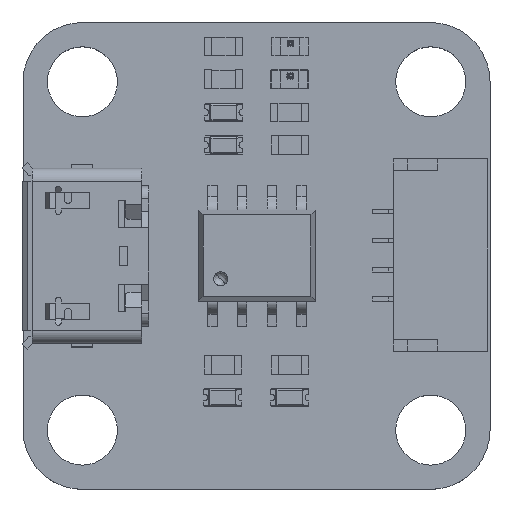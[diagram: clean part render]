
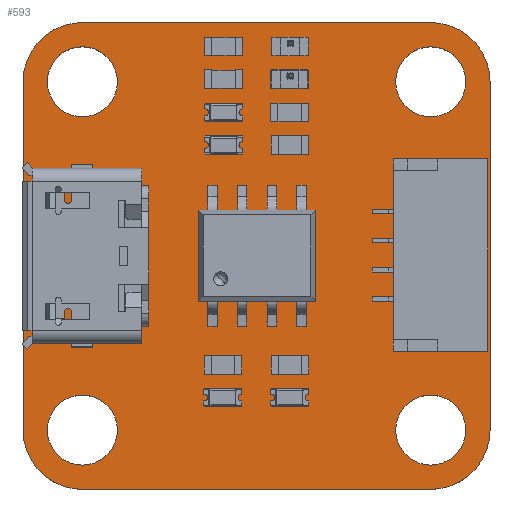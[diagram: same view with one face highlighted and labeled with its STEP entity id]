
A CAD part, top view. The second image highlights one B-rep face of the part: STEP entity #593.
In plain terms, the highlighted planar face has unit normal (0, 0, 1).
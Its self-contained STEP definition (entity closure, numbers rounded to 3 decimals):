
#112 = VERTEX_POINT('',#113);
#113 = CARTESIAN_POINT('',(27.94,25.4,1.692));
#119 = EDGE_CURVE('',#112,#120,#122,.T.);
#120 = VERTEX_POINT('',#121);
#121 = CARTESIAN_POINT('',(25.4,27.94,1.692));
#122 = CIRCLE('',#123,2.54);
#123 = AXIS2_PLACEMENT_3D('',#124,#125,#126);
#124 = CARTESIAN_POINT('',(27.94,27.94,1.692));
#125 = DIRECTION('',(0.,0.,-1.));
#126 = DIRECTION('',(0.,-1.,0.));
#152 = EDGE_CURVE('',#120,#153,#155,.T.);
#153 = VERTEX_POINT('',#154);
#154 = CARTESIAN_POINT('',(25.4,42.86,1.692));
#155 = LINE('',#156,#157);
#156 = CARTESIAN_POINT('',(25.4,27.94,1.692));
#157 = VECTOR('',#158,1.);
#158 = DIRECTION('',(0.,1.,0.));
#183 = EDGE_CURVE('',#153,#184,#186,.T.);
#184 = VERTEX_POINT('',#185);
#185 = CARTESIAN_POINT('',(27.94,45.4,1.692));
#186 = CIRCLE('',#187,2.54);
#187 = AXIS2_PLACEMENT_3D('',#188,#189,#190);
#188 = CARTESIAN_POINT('',(27.94,42.86,1.692));
#189 = DIRECTION('',(0.,0.,-1.));
#190 = DIRECTION('',(-1.,0.,0.));
#216 = EDGE_CURVE('',#184,#217,#219,.T.);
#217 = VERTEX_POINT('',#218);
#218 = CARTESIAN_POINT('',(42.86,45.4,1.692));
#219 = LINE('',#220,#221);
#220 = CARTESIAN_POINT('',(27.94,45.4,1.692));
#221 = VECTOR('',#222,1.);
#222 = DIRECTION('',(1.,0.,0.));
#247 = EDGE_CURVE('',#217,#248,#250,.T.);
#248 = VERTEX_POINT('',#249);
#249 = CARTESIAN_POINT('',(45.4,42.86,1.692));
#250 = CIRCLE('',#251,2.54);
#251 = AXIS2_PLACEMENT_3D('',#252,#253,#254);
#252 = CARTESIAN_POINT('',(42.86,42.86,1.692));
#253 = DIRECTION('',(0.,0.,-1.));
#254 = DIRECTION('',(0.,1.,0.));
#280 = EDGE_CURVE('',#248,#281,#283,.T.);
#281 = VERTEX_POINT('',#282);
#282 = CARTESIAN_POINT('',(45.4,27.94,1.692));
#283 = LINE('',#284,#285);
#284 = CARTESIAN_POINT('',(45.4,42.86,1.692));
#285 = VECTOR('',#286,1.);
#286 = DIRECTION('',(0.,-1.,0.));
#311 = EDGE_CURVE('',#281,#312,#314,.T.);
#312 = VERTEX_POINT('',#313);
#313 = CARTESIAN_POINT('',(42.86,25.4,1.692));
#314 = CIRCLE('',#315,2.54);
#315 = AXIS2_PLACEMENT_3D('',#316,#317,#318);
#316 = CARTESIAN_POINT('',(42.86,27.94,1.692));
#317 = DIRECTION('',(0.,0.,-1.));
#318 = DIRECTION('',(1.,0.,0.));
#344 = EDGE_CURVE('',#312,#112,#345,.T.);
#345 = LINE('',#346,#347);
#346 = CARTESIAN_POINT('',(42.86,25.4,1.692));
#347 = VECTOR('',#348,1.);
#348 = DIRECTION('',(-1.,0.,0.));
#368 = VERTEX_POINT('',#369);
#369 = CARTESIAN_POINT('',(29.44,27.94,1.692));
#375 = EDGE_CURVE('',#368,#368,#376,.T.);
#376 = CIRCLE('',#377,1.5);
#377 = AXIS2_PLACEMENT_3D('',#378,#379,#380);
#378 = CARTESIAN_POINT('',(27.94,27.94,1.692));
#379 = DIRECTION('',(0.,0.,1.));
#380 = DIRECTION('',(1.,0.,0.));
#401 = VERTEX_POINT('',#402);
#402 = CARTESIAN_POINT('',(29.44,42.86,1.692));
#408 = EDGE_CURVE('',#401,#401,#409,.T.);
#409 = CIRCLE('',#410,1.5);
#410 = AXIS2_PLACEMENT_3D('',#411,#412,#413);
#411 = CARTESIAN_POINT('',(27.94,42.86,1.692));
#412 = DIRECTION('',(0.,0.,1.));
#413 = DIRECTION('',(1.,0.,0.));
#434 = VERTEX_POINT('',#435);
#435 = CARTESIAN_POINT('',(29.995,33.4,1.692));
#441 = EDGE_CURVE('',#434,#434,#442,.T.);
#442 = CIRCLE('',#443,0.275);
#443 = AXIS2_PLACEMENT_3D('',#444,#445,#446);
#444 = CARTESIAN_POINT('',(29.72,33.4,1.692));
#445 = DIRECTION('',(0.,0.,1.));
#446 = DIRECTION('',(1.,0.,0.));
#467 = VERTEX_POINT('',#468);
#468 = CARTESIAN_POINT('',(44.36,27.94,1.692));
#474 = EDGE_CURVE('',#467,#467,#475,.T.);
#475 = CIRCLE('',#476,1.5);
#476 = AXIS2_PLACEMENT_3D('',#477,#478,#479);
#477 = CARTESIAN_POINT('',(42.86,27.94,1.692));
#478 = DIRECTION('',(0.,0.,1.));
#479 = DIRECTION('',(1.,0.,0.));
#500 = VERTEX_POINT('',#501);
#501 = CARTESIAN_POINT('',(29.995,37.4,1.692));
#507 = EDGE_CURVE('',#500,#500,#508,.T.);
#508 = CIRCLE('',#509,0.275);
#509 = AXIS2_PLACEMENT_3D('',#510,#511,#512);
#510 = CARTESIAN_POINT('',(29.72,37.4,1.692));
#511 = DIRECTION('',(0.,0.,1.));
#512 = DIRECTION('',(1.,0.,0.));
#533 = VERTEX_POINT('',#534);
#534 = CARTESIAN_POINT('',(44.36,42.86,1.692));
#540 = EDGE_CURVE('',#533,#533,#541,.T.);
#541 = CIRCLE('',#542,1.5);
#542 = AXIS2_PLACEMENT_3D('',#543,#544,#545);
#543 = CARTESIAN_POINT('',(42.86,42.86,1.692));
#544 = DIRECTION('',(0.,0.,1.));
#545 = DIRECTION('',(1.,0.,0.));
#593 = ADVANCED_FACE('',(#594,#604,#607,#610,#613,#616,#619),#622,.T.);
#594 = FACE_BOUND('',#595,.F.);
#595 = EDGE_LOOP('',(#596,#597,#598,#599,#600,#601,#602,#603));
#596 = ORIENTED_EDGE('',*,*,#119,.T.);
#597 = ORIENTED_EDGE('',*,*,#152,.T.);
#598 = ORIENTED_EDGE('',*,*,#183,.T.);
#599 = ORIENTED_EDGE('',*,*,#216,.T.);
#600 = ORIENTED_EDGE('',*,*,#247,.T.);
#601 = ORIENTED_EDGE('',*,*,#280,.T.);
#602 = ORIENTED_EDGE('',*,*,#311,.T.);
#603 = ORIENTED_EDGE('',*,*,#344,.T.);
#604 = FACE_BOUND('',#605,.T.);
#605 = EDGE_LOOP('',(#606));
#606 = ORIENTED_EDGE('',*,*,#375,.F.);
#607 = FACE_BOUND('',#608,.T.);
#608 = EDGE_LOOP('',(#609));
#609 = ORIENTED_EDGE('',*,*,#408,.F.);
#610 = FACE_BOUND('',#611,.T.);
#611 = EDGE_LOOP('',(#612));
#612 = ORIENTED_EDGE('',*,*,#441,.F.);
#613 = FACE_BOUND('',#614,.T.);
#614 = EDGE_LOOP('',(#615));
#615 = ORIENTED_EDGE('',*,*,#474,.F.);
#616 = FACE_BOUND('',#617,.T.);
#617 = EDGE_LOOP('',(#618));
#618 = ORIENTED_EDGE('',*,*,#507,.F.);
#619 = FACE_BOUND('',#620,.T.);
#620 = EDGE_LOOP('',(#621));
#621 = ORIENTED_EDGE('',*,*,#540,.F.);
#622 = PLANE('',#623);
#623 = AXIS2_PLACEMENT_3D('',#624,#625,#626);
#624 = CARTESIAN_POINT('',(27.94,25.4,1.692));
#625 = DIRECTION('',(0.,0.,1.));
#626 = DIRECTION('',(1.,0.,0.));
